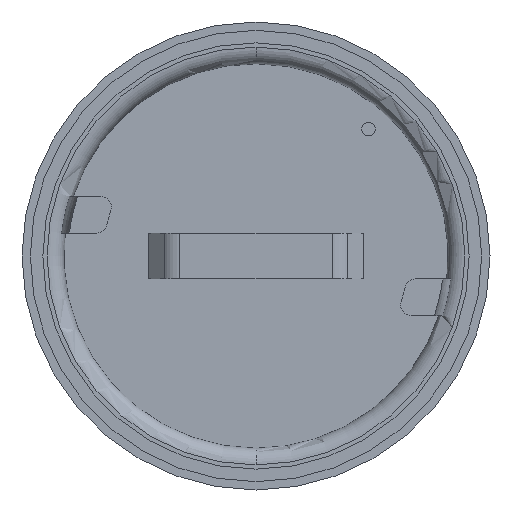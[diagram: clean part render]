
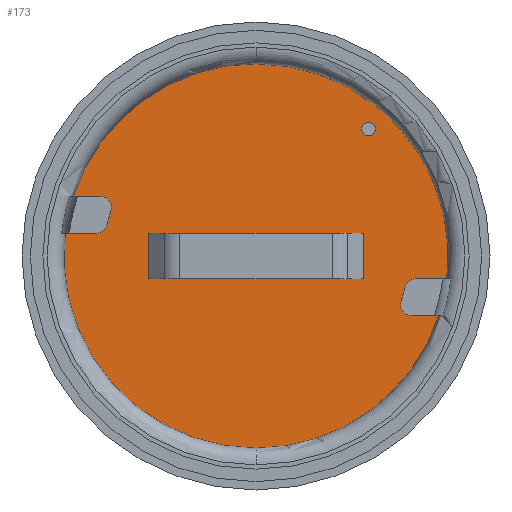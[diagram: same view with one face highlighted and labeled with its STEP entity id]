
A CAD part, front view. The second image highlights one B-rep face of the part: STEP entity #173.
In plain terms, the highlighted planar face has unit normal (0, -1, 0).
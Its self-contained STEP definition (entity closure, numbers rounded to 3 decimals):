
#9 = VERTEX_POINT ( 'NONE', #619 ) ;
#12 = VERTEX_POINT ( 'NONE', #544 ) ;
#15 = EDGE_CURVE ( 'NONE', #12, #9, #565, .T. ) ;
#35 = EDGE_CURVE ( 'NONE', #36, #38, #677, .T. ) ;
#36 = VERTEX_POINT ( 'NONE', #689 ) ;
#38 = VERTEX_POINT ( 'NONE', #688 ) ;
#45 = VERTEX_POINT ( 'NONE', #684 ) ;
#46 = VERTEX_POINT ( 'NONE', #682 ) ;
#47 = EDGE_CURVE ( 'NONE', #46, #45, #663, .T. ) ;
#57 = ORIENTED_EDGE ( 'NONE', *, *, #218, .T. ) ;
#96 = EDGE_CURVE ( 'NONE', #179, #170, #794, .T. ) ;
#97 = ORIENTED_EDGE ( 'NONE', *, *, #172, .F. ) ;
#98 = EDGE_CURVE ( 'NONE', #183, #99, #805, .T. ) ;
#99 = VERTEX_POINT ( 'NONE', #800 ) ;
#102 = ORIENTED_EDGE ( 'NONE', *, *, #184, .F. ) ;
#103 = ORIENTED_EDGE ( 'NONE', *, *, #104, .T. ) ;
#104 = EDGE_CURVE ( 'NONE', #110, #46, #764, .T. ) ;
#110 = VERTEX_POINT ( 'NONE', #823 ) ;
#127 = EDGE_LOOP ( 'NONE', ( #97, #181, #187, #168 ) ) ;
#140 = EDGE_LOOP ( 'NONE', ( #216, #148 ) ) ;
#143 = ORIENTED_EDGE ( 'NONE', *, *, #247, .F. ) ;
#148 = ORIENTED_EDGE ( 'NONE', *, *, #35, .F. ) ;
#150 = EDGE_CURVE ( 'NONE', #38, #36, #887, .T. ) ;
#157 = ORIENTED_EDGE ( 'NONE', *, *, #241, .F. ) ;
#158 = ORIENTED_EDGE ( 'NONE', *, *, #47, .T. ) ;
#168 = ORIENTED_EDGE ( 'NONE', *, *, #96, .F. ) ;
#169 = VERTEX_POINT ( 'NONE', #919 ) ;
#170 = VERTEX_POINT ( 'NONE', #880 ) ;
#172 = EDGE_CURVE ( 'NONE', #99, #179, #909, .T. ) ;
#173 = ADVANCED_FACE ( 'NONE', ( #921, #929, #927 ), #926, .T. ) ;
#174 = EDGE_CURVE ( 'NONE', #170, #183, #947, .T. ) ;
#179 = VERTEX_POINT ( 'NONE', #957 ) ;
#181 = ORIENTED_EDGE ( 'NONE', *, *, #98, .F. ) ;
#183 = VERTEX_POINT ( 'NONE', #978 ) ;
#184 = EDGE_CURVE ( 'NONE', #12, #169, #967, .T. ) ;
#185 = ORIENTED_EDGE ( 'NONE', *, *, #15, .T. ) ;
#186 = EDGE_LOOP ( 'NONE', ( #102, #185, #57, #226, #217, #220, #103, #158, #143, #157 ) ) ;
#187 = ORIENTED_EDGE ( 'NONE', *, *, #174, .F. ) ;
#216 = ORIENTED_EDGE ( 'NONE', *, *, #150, .F. ) ;
#217 = ORIENTED_EDGE ( 'NONE', *, *, #223, .F. ) ;
#218 = EDGE_CURVE ( 'NONE', #9, #224, #938, .T. ) ;
#219 = EDGE_CURVE ( 'NONE', #110, #221, #913, .T. ) ;
#220 = ORIENTED_EDGE ( 'NONE', *, *, #219, .F. ) ;
#221 = VERTEX_POINT ( 'NONE', #1000 ) ;
#222 = VERTEX_POINT ( 'NONE', #993 ) ;
#223 = EDGE_CURVE ( 'NONE', #221, #222, #976, .T. ) ;
#224 = VERTEX_POINT ( 'NONE', #1020 ) ;
#225 = EDGE_CURVE ( 'NONE', #222, #224, #1014, .T. ) ;
#226 = ORIENTED_EDGE ( 'NONE', *, *, #225, .F. ) ;
#240 = VERTEX_POINT ( 'NONE', #1017 ) ;
#241 = EDGE_CURVE ( 'NONE', #169, #240, #1031, .T. ) ;
#247 = EDGE_CURVE ( 'NONE', #240, #45, #1050, .T. ) ;
#534 = AXIS2_PLACEMENT_3D ( 'NONE', #550, #644, #643 ) ;
#544 = CARTESIAN_POINT ( 'NONE',  ( 18.268, 0.3, -2.2 ) ) ;
#550 = CARTESIAN_POINT ( 'NONE',  ( 0., 0.3, 0. ) ) ;
#565 = CIRCLE ( 'NONE', #534, 18.4 ) ;
#619 = CARTESIAN_POINT ( 'NONE',  ( 0., 0.3, 18.4 ) ) ;
#643 = DIRECTION ( 'NONE',  ( 0., 0., -1. ) ) ;
#644 = DIRECTION ( 'NONE',  ( 0., -1., 0. ) ) ;
#659 = DIRECTION ( 'NONE',  ( 0., 0., -1. ) ) ;
#660 = DIRECTION ( 'NONE',  ( 0., -1., 0. ) ) ;
#661 = CARTESIAN_POINT ( 'NONE',  ( 0., 0.3, 0. ) ) ;
#662 = AXIS2_PLACEMENT_3D ( 'NONE', #661, #660, #659 ) ;
#663 = CIRCLE ( 'NONE', #662, 18.4 ) ;
#667 = AXIS2_PLACEMENT_3D ( 'NONE', #676, #675, #674 ) ;
#674 = DIRECTION ( 'NONE',  ( 0., 0., -1. ) ) ;
#675 = DIRECTION ( 'NONE',  ( 0., -1., 0. ) ) ;
#676 = CARTESIAN_POINT ( 'NONE',  ( 10.761, 0.3, 12.145 ) ) ;
#677 = CIRCLE ( 'NONE', #667, 0.65 ) ;
#682 = CARTESIAN_POINT ( 'NONE',  ( 0., 0.3, -18.4 ) ) ;
#684 = CARTESIAN_POINT ( 'NONE',  ( 17.495, 0.3, -5.7 ) ) ;
#688 = CARTESIAN_POINT ( 'NONE',  ( 10.761, 0.3, 12.795 ) ) ;
#689 = CARTESIAN_POINT ( 'NONE',  ( 10.761, 0.3, 11.495 ) ) ;
#756 = DIRECTION ( 'NONE',  ( 0., 0., -1. ) ) ;
#759 = AXIS2_PLACEMENT_3D ( 'NONE', #762, #761, #756 ) ;
#761 = DIRECTION ( 'NONE',  ( 0., -1., 0. ) ) ;
#762 = CARTESIAN_POINT ( 'NONE',  ( 0., 0.3, 0. ) ) ;
#764 = CIRCLE ( 'NONE', #759, 18.4 ) ;
#781 = CARTESIAN_POINT ( 'NONE',  ( 10.25, 0.3, -2.2 ) ) ;
#792 = DIRECTION ( 'NONE',  ( 0., 0., -1. ) ) ;
#794 = LINE ( 'NONE', #781, #799 ) ;
#795 = VECTOR ( 'NONE', #792, 1000. ) ;
#796 = CARTESIAN_POINT ( 'NONE',  ( -10.25, 0.3, -2.2 ) ) ;
#799 = VECTOR ( 'NONE', #804, 1000. ) ;
#800 = CARTESIAN_POINT ( 'NONE',  ( -10.25, 0.3, -2.2 ) ) ;
#804 = DIRECTION ( 'NONE',  ( 0., 0., 1. ) ) ;
#805 = LINE ( 'NONE', #796, #795 ) ;
#823 = CARTESIAN_POINT ( 'NONE',  ( -18.268, 0.3, 2.2 ) ) ;
#873 = AXIS2_PLACEMENT_3D ( 'NONE', #884, #894, #901 ) ;
#880 = CARTESIAN_POINT ( 'NONE',  ( 10.25, 0.3, 2.2 ) ) ;
#884 = CARTESIAN_POINT ( 'NONE',  ( 10.761, 0.3, 12.145 ) ) ;
#887 = CIRCLE ( 'NONE', #873, 0.65 ) ;
#894 = DIRECTION ( 'NONE',  ( 0., -1., 0. ) ) ;
#901 = DIRECTION ( 'NONE',  ( 0., 0., -1. ) ) ;
#909 = LINE ( 'NONE', #916, #918 ) ;
#913 = LINE ( 'NONE', #915, #917 ) ;
#915 = CARTESIAN_POINT ( 'NONE',  ( -16.857, 0.3, 2.2 ) ) ;
#916 = CARTESIAN_POINT ( 'NONE',  ( -10.25, 0.3, -2.2 ) ) ;
#917 = VECTOR ( 'NONE', #925, 1000. ) ;
#918 = VECTOR ( 'NONE', #920, 1000. ) ;
#919 = CARTESIAN_POINT ( 'NONE',  ( 16.857, 0.3, -2.2 ) ) ;
#920 = DIRECTION ( 'NONE',  ( 1., 0., 0. ) ) ;
#921 = FACE_BOUND ( 'NONE', #127, .T. ) ;
#922 = DIRECTION ( 'NONE',  ( 0., 0., -1. ) ) ;
#923 = DIRECTION ( 'NONE',  ( 0., -1., 0. ) ) ;
#925 = DIRECTION ( 'NONE',  ( 1., 0., 0. ) ) ;
#926 = PLANE ( 'NONE',  #928 ) ;
#927 = FACE_BOUND ( 'NONE', #140, .T. ) ;
#928 = AXIS2_PLACEMENT_3D ( 'NONE', #930, #923, #922 ) ;
#929 = FACE_OUTER_BOUND ( 'NONE', #186, .T. ) ;
#930 = CARTESIAN_POINT ( 'NONE',  ( 0., 0.3, 0. ) ) ;
#931 = DIRECTION ( 'NONE',  ( 0., 0., -1. ) ) ;
#936 = DIRECTION ( 'NONE',  ( 0., -1., 0. ) ) ;
#937 = CARTESIAN_POINT ( 'NONE',  ( 0., 0.3, 0. ) ) ;
#938 = CIRCLE ( 'NONE', #946, 18.4 ) ;
#940 = DIRECTION ( 'NONE',  ( -1., 0., 0. ) ) ;
#946 = AXIS2_PLACEMENT_3D ( 'NONE', #937, #936, #931 ) ;
#947 = LINE ( 'NONE', #951, #950 ) ;
#950 = VECTOR ( 'NONE', #940, 1000. ) ;
#951 = CARTESIAN_POINT ( 'NONE',  ( -10.25, 0.3, 2.2 ) ) ;
#957 = CARTESIAN_POINT ( 'NONE',  ( 10.25, 0.3, -2.2 ) ) ;
#963 = DIRECTION ( 'NONE',  ( -1., 0., 0. ) ) ;
#964 = VECTOR ( 'NONE', #963, 1000. ) ;
#965 = CARTESIAN_POINT ( 'NONE',  ( 16.857, 0.3, -2.2 ) ) ;
#967 = LINE ( 'NONE', #965, #964 ) ;
#969 = AXIS2_PLACEMENT_3D ( 'NONE', #975, #974, #990 ) ;
#974 = DIRECTION ( 'NONE',  ( 0., 1., 0. ) ) ;
#975 = CARTESIAN_POINT ( 'NONE',  ( 0., 0.3, 0. ) ) ;
#976 = CIRCLE ( 'NONE', #969, 17. ) ;
#978 = CARTESIAN_POINT ( 'NONE',  ( -10.25, 0.3, 2.2 ) ) ;
#990 = DIRECTION ( 'NONE',  ( 0., 0., -1. ) ) ;
#993 = CARTESIAN_POINT ( 'NONE',  ( -16.016, 0.3, 5.7 ) ) ;
#1000 = CARTESIAN_POINT ( 'NONE',  ( -16.857, 0.3, 2.2 ) ) ;
#1003 = DIRECTION ( 'NONE',  ( 0., 0., -1. ) ) ;
#1004 = DIRECTION ( 'NONE',  ( 0., 1., 0. ) ) ;
#1006 = DIRECTION ( 'NONE',  ( -1., 0., 0. ) ) ;
#1007 = VECTOR ( 'NONE', #1006, 1000. ) ;
#1013 = CARTESIAN_POINT ( 'NONE',  ( -17.074, 0.3, 5.7 ) ) ;
#1014 = LINE ( 'NONE', #1013, #1007 ) ;
#1017 = CARTESIAN_POINT ( 'NONE',  ( 16.016, 0.3, -5.7 ) ) ;
#1020 = CARTESIAN_POINT ( 'NONE',  ( -17.495, 0.3, 5.7 ) ) ;
#1029 = CARTESIAN_POINT ( 'NONE',  ( 0., 0.3, 0. ) ) ;
#1030 = AXIS2_PLACEMENT_3D ( 'NONE', #1029, #1004, #1003 ) ;
#1031 = CIRCLE ( 'NONE', #1030, 17. ) ;
#1049 = CARTESIAN_POINT ( 'NONE',  ( 17.074, 0.3, -5.7 ) ) ;
#1050 = LINE ( 'NONE', #1049, #1053 ) ;
#1052 = DIRECTION ( 'NONE',  ( 1., 0., 0. ) ) ;
#1053 = VECTOR ( 'NONE', #1052, 1000. ) ;
